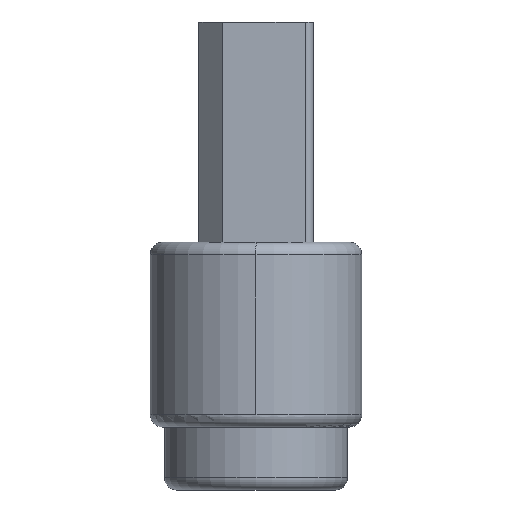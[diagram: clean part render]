
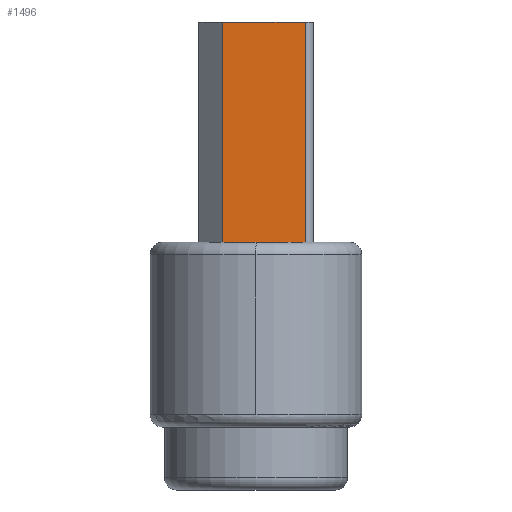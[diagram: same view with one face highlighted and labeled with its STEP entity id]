
A CAD part, left-side view. The second image highlights one B-rep face of the part: STEP entity #1496.
In plain terms, the highlighted planar face has unit normal (-1, 0, 0).
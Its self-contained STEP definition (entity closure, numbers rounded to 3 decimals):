
#71 = DIRECTION ( 'NONE',  ( 0., -1., 0. ) ) ;
#129 = VECTOR ( 'NONE', #607, 1000. ) ;
#176 = VERTEX_POINT ( 'NONE', #4292 ) ;
#459 = EDGE_LOOP ( 'NONE', ( #4369, #3425, #3725, #1133 ) ) ;
#488 = EDGE_CURVE ( 'NONE', #3022, #2205, #2294, .T. ) ;
#498 = PLANE ( 'NONE',  #692 ) ;
#513 = DIRECTION ( 'NONE',  ( 0., 0., 1. ) ) ;
#589 = DIRECTION ( 'NONE',  ( -1., 0., 0. ) ) ;
#607 = DIRECTION ( 'NONE',  ( 0., 0., -1. ) ) ;
#692 = AXIS2_PLACEMENT_3D ( 'NONE', #2372, #589, #513 ) ;
#913 = CARTESIAN_POINT ( 'NONE',  ( -4., -0.503, -17. ) ) ;
#930 = EDGE_CURVE ( 'NONE', #2205, #176, #3947, .T. ) ;
#1133 = ORIENTED_EDGE ( 'NONE', *, *, #3294, .T. ) ;
#1496 = ADVANCED_FACE ( 'NONE', ( #4281 ), #498, .T. ) ;
#1504 = CARTESIAN_POINT ( 'NONE',  ( -4., 2.125, -17. ) ) ;
#1506 = VECTOR ( 'NONE', #1518, 1000. ) ;
#1518 = DIRECTION ( 'NONE',  ( 0., -1., 0. ) ) ;
#1923 = VECTOR ( 'NONE', #71, 1000. ) ;
#2118 = CARTESIAN_POINT ( 'NONE',  ( -4., -3.13, -17. ) ) ;
#2205 = VERTEX_POINT ( 'NONE', #2118 ) ;
#2294 = LINE ( 'NONE', #913, #1923 ) ;
#2372 = CARTESIAN_POINT ( 'NONE',  ( -4., -3.13, -14. ) ) ;
#2708 = DIRECTION ( 'NONE',  ( 0., 0., 1. ) ) ;
#2733 = CARTESIAN_POINT ( 'NONE',  ( -4., 2.125, -7. ) ) ;
#3022 = VERTEX_POINT ( 'NONE', #1504 ) ;
#3039 = LINE ( 'NONE', #2733, #129 ) ;
#3175 = VERTEX_POINT ( 'NONE', #4224 ) ;
#3258 = CARTESIAN_POINT ( 'NONE',  ( -4., -3.13, -7. ) ) ;
#3294 = EDGE_CURVE ( 'NONE', #3175, #3022, #3039, .T. ) ;
#3370 = LINE ( 'NONE', #4260, #1506 ) ;
#3425 = ORIENTED_EDGE ( 'NONE', *, *, #930, .T. ) ;
#3657 = EDGE_CURVE ( 'NONE', #3175, #176, #3370, .T. ) ;
#3725 = ORIENTED_EDGE ( 'NONE', *, *, #3657, .F. ) ;
#3947 = LINE ( 'NONE', #3258, #4011 ) ;
#4011 = VECTOR ( 'NONE', #2708, 1000. ) ;
#4224 = CARTESIAN_POINT ( 'NONE',  ( -4., 2.125, 0. ) ) ;
#4260 = CARTESIAN_POINT ( 'NONE',  ( -4., 0., 0. ) ) ;
#4281 = FACE_OUTER_BOUND ( 'NONE', #459, .T. ) ;
#4292 = CARTESIAN_POINT ( 'NONE',  ( -4., -3.13, 0. ) ) ;
#4369 = ORIENTED_EDGE ( 'NONE', *, *, #488, .T. ) ;
